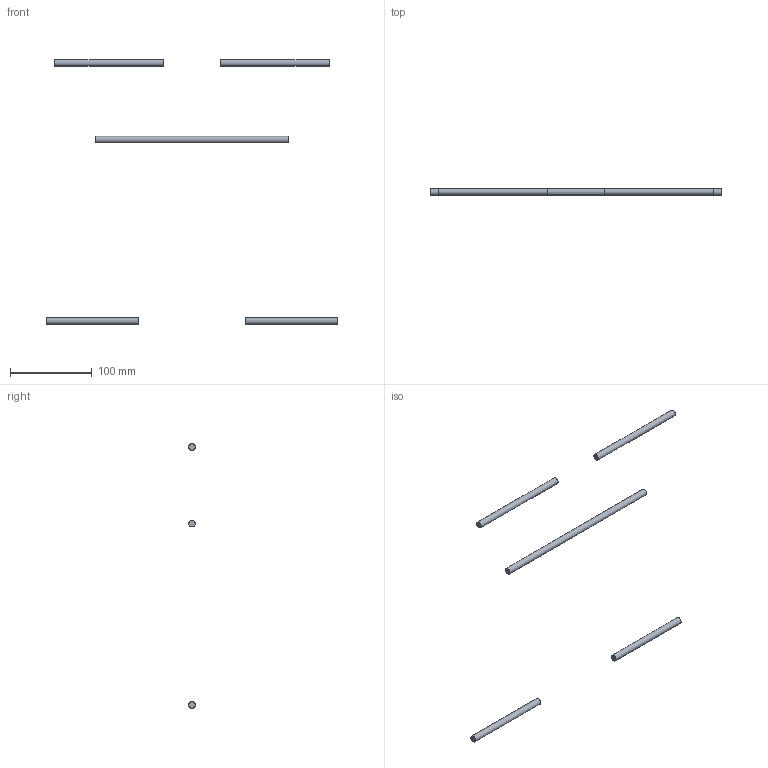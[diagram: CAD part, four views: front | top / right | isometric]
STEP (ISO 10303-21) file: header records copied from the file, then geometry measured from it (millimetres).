
FILE_DESCRIPTION(/* description */ (''),/* implementation_level */ '2;1');
FILE_NAME(/* name */ 'Shaft.step',/* time_stamp */ '2025-08-08T09:15:24+10:00',/* author */ (''),/* organization */ (''),/* preprocessor_version */ 'ST-DEVELOPER v20.1',/* originating_system */ 'Autodesk Translation Framework v14.10.0.0',/* authorisation */ '');
FILE_SCHEMA (('AUTOMOTIVE_DESIGN { 1 0 10303 214 3 1 1 }'));
Length unit declared in the file: millimetre
Products named in the file (1): Shaft
Bounding box: 356 x 8 x 324.1 mm (x, y, z)
Volume: 36648.1 mm3; surface area: 18826.7 mm2
Topology: 5 solids, 5 shells, 15 faces, 15 edges, 10 vertices
Faces by surface type: plane 10, cylinder 5
Full cylindrical faces by diameter (mm): 8 x5
Entity records: 315 total; most frequent: DIRECTION 57, CARTESIAN_POINT 41, ORIENTED_EDGE 30, AXIS2_PLACEMENT_3D 26, FACE_OUTER_BOUND 15, EDGE_LOOP 15, EDGE_CURVE 15, ADVANCED_FACE 15
